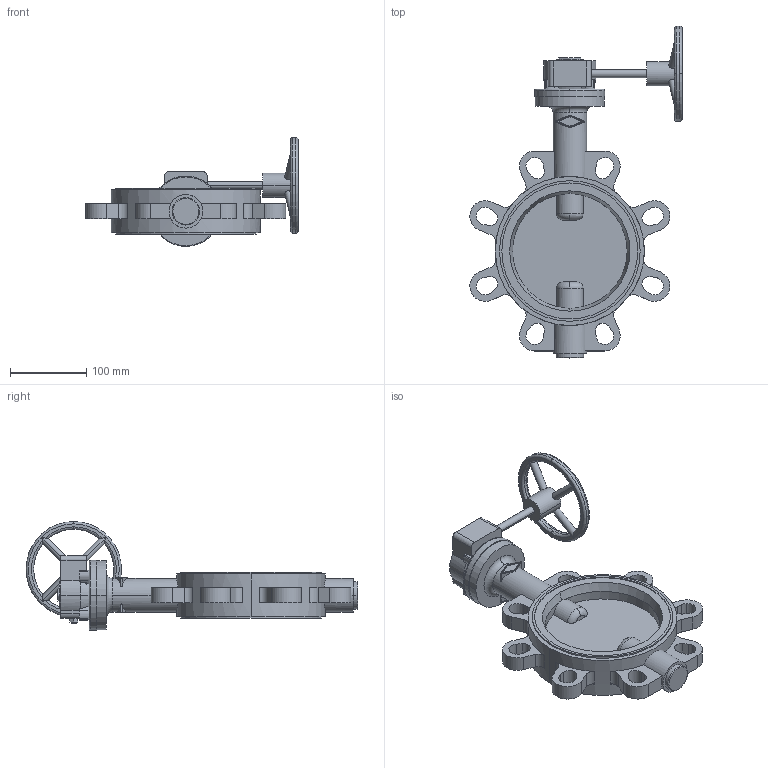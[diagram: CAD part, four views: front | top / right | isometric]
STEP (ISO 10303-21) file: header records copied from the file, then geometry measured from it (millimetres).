
FILE_DESCRIPTION( ( '' ), '1' );
FILE_NAME( 'c000006563.stp', '2017-03-13T09:42:42', ( '' ), ( '' ), ' ', ' ', ' ' );
FILE_SCHEMA( ( 'CONFIG_CONTROL_DESIGN' ) );
Length unit declared in the file: millimetre
Products named in the file (2): 1; 2
Bounding box: 277.85 x 434.5 x 142.5 mm (x, y, z)
Volume: 1708741.1 mm3; surface area: 238732.8 mm2
Topology: 2 solids, 2 shells, 328 faces, 908 edges, 606 vertices
Faces by surface type: plane 157, cylinder 134, torus 26, cone 11
Entity records: 12284 total; most frequent: CARTESIAN_POINT 3534, DIRECTION 1874, ORIENTED_EDGE 1816, EDGE_CURVE 908, AXIS2_PLACEMENT_3D 718, VERTEX_POINT 606, LINE 438, VECTOR 438
